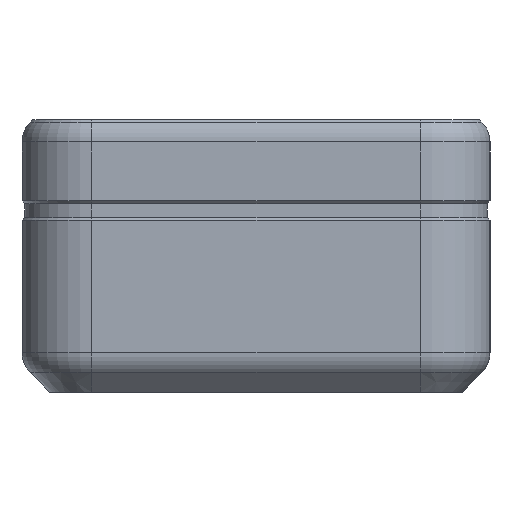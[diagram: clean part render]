
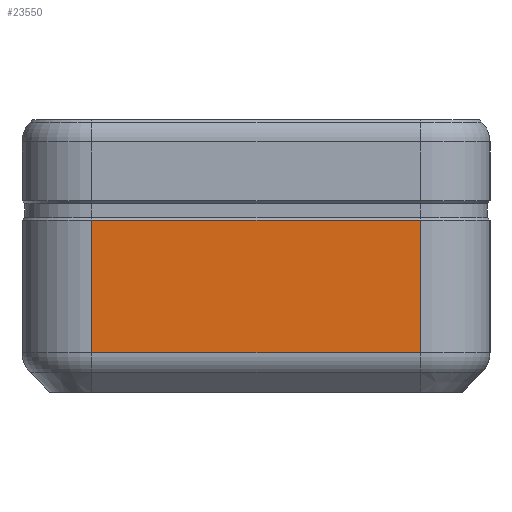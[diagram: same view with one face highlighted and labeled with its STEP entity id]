
A CAD part, left-side view. The second image highlights one B-rep face of the part: STEP entity #23550.
In plain terms, the highlighted planar face has unit normal (-1, 0, 0).
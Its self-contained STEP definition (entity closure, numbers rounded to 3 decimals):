
#2839=FACE_OUTER_BOUND('',#4242,.T.);
#4242=EDGE_LOOP('',(#20863,#20864,#20865,#20866));
#6681=LINE('',#46174,#9041);
#6682=LINE('',#46178,#9042);
#6683=LINE('',#46179,#9043);
#6684=LINE('',#46180,#9044);
#9041=VECTOR('',#30617,10.);
#9042=VECTOR('',#30620,10.);
#9043=VECTOR('',#30621,10.);
#9044=VECTOR('',#30622,10.);
#11209=VERTEX_POINT('',#46170);
#11210=VERTEX_POINT('',#46172);
#11211=VERTEX_POINT('',#46176);
#11212=VERTEX_POINT('',#46177);
#14493=EDGE_CURVE('',#11209,#11210,#6681,.T.);
#14494=EDGE_CURVE('',#11211,#11212,#6682,.T.);
#14495=EDGE_CURVE('',#11212,#11209,#6683,.T.);
#14496=EDGE_CURVE('',#11210,#11211,#6684,.T.);
#20863=ORIENTED_EDGE('',*,*,#14494,.T.);
#20864=ORIENTED_EDGE('',*,*,#14495,.T.);
#20865=ORIENTED_EDGE('',*,*,#14493,.T.);
#20866=ORIENTED_EDGE('',*,*,#14496,.T.);
#22529=PLANE('',#25215);
#23550=ADVANCED_FACE('',(#2839),#22529,.F.);
#25215=AXIS2_PLACEMENT_3D('',#46175,#30618,#30619);
#30617=DIRECTION('',(0.,-1.,0.));
#30618=DIRECTION('center_axis',(1.,0.,0.));
#30619=DIRECTION('ref_axis',(0.,1.,0.));
#30620=DIRECTION('',(0.,1.,0.));
#30621=DIRECTION('',(0.,0.,-1.));
#30622=DIRECTION('',(0.,0.,1.));
#46170=CARTESIAN_POINT('',(70.058,196.493,46.257));
#46172=CARTESIAN_POINT('',(70.058,149.493,46.257));
#46174=CARTESIAN_POINT('',(70.058,147.868,46.257));
#46175=CARTESIAN_POINT('Origin',(70.058,139.493,40.6));
#46176=CARTESIAN_POINT('',(70.058,149.493,65.2));
#46177=CARTESIAN_POINT('',(70.058,196.493,65.2));
#46178=CARTESIAN_POINT('',(70.058,156.243,65.2));
#46179=CARTESIAN_POINT('',(70.058,196.493,40.6));
#46180=CARTESIAN_POINT('',(70.058,149.493,40.6));
